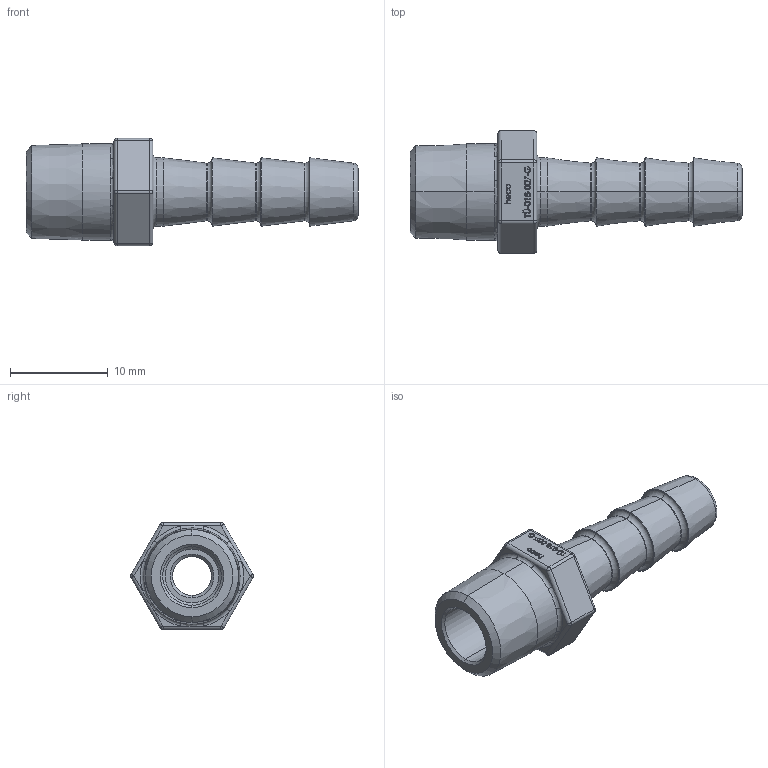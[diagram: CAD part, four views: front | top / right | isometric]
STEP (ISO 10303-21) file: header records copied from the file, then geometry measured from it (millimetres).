
FILE_DESCRIPTION (( 'STEP AP214' ), '1' );
FILE_NAME ('TÜ-018-007-G Tülle.STEP', '2018-05-30T07:03:02', ( '' ), ( '' ), 'SwSTEP 2.0', 'SolidWorks 2016', '' );
FILE_SCHEMA (( 'AUTOMOTIVE_DESIGN' ));
Length unit declared in the file: millimetre
Products named in the file (1): TÜ-018-007-G Tülle
Bounding box: 34 x 12.59 x 11 mm (x, y, z)
Volume: 1166.9 mm3; surface area: 1496.6 mm2
Topology: 1 solids, 1 shells, 293 faces, 708 edges, 440 vertices
Faces by surface type: bspline 109, plane 96, cone 26, cylinder 26, torus 24, sphere 12
Entity records: 16562 total; most frequent: CARTESIAN_POINT 8477, ORIENTED_EDGE 1400, DIRECTION 986, EDGE_CURVE 700, VERTEX_POINT 436, VECTOR 344, LINE 344, EDGE_LOOP 322
